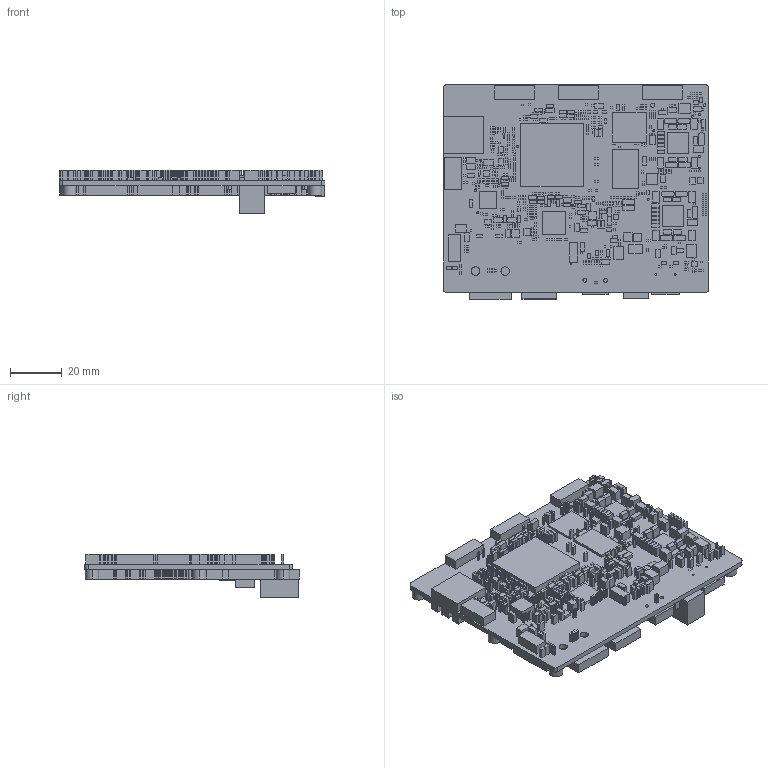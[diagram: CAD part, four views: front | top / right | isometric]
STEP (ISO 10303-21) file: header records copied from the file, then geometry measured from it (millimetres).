
FILE_DESCRIPTION(/* description */ ('PCB Design'),/* implementation_level */ '2;1');
FILE_NAME(/* name */ 'BeagleBone_AI-64_Rev_B1_PCB_220602',/* time_stamp */ '2022-08-26T16:32:01+00:00',/* author */ ('billy'),/* organization */ (''),/* preprocessor_version */ 'ST-DEVELOPER v16',/* originating_system */ 'allegro_17.4S029',/* authorisation */ '');
FILE_SCHEMA (('AP242_MANAGED_MODEL_BASED_3D_ENGINEERING_MIM_LF { 1 0 10303 442 1 1 4 }'));
Length unit declared in the file: millimetre
Products named in the file (75): BEAGLEBONE_AI-64_REV_B1_PCB_220602; BOARD_OUTLINE; COMPONENTS; USB_MTCONN_UBF31-2347-1; R0201; C0201; PTH_4_45MM_6D5; R0805; HEADER4_2P_1D25_SMD_10X5_3X3_6MM; MTGH200C125D_PL; HEADER2X8_SMD_1D27; AVX_C; TP30C_SMD; TP60C_SMD; QFN64_0D5_9X9X1MM; X2QFN12_0D4_1_6X1_6X0_4MM; DP20_0D6_9_8X11_8X5_9MM; HEADER2X23P_2D54_SMD_PTH; HEADER2X25P_2D54_SMD_PTH; CONNECT10_1D27_12_4X6_7MM; PTH_4_2MM_5D8; DO_214AC_SMA; CON_MINIPEX_067_SMT_RA_M2_KEYE_C; FPC22_0D5_15_4X5_25X2MM_0D5_DX_NPWB; L7572_XAL7070; R0406; SOT-323-3; QFN14_0D5_3_5X3_5X1MM; CONN3-PWR-DC630; USB3_1_2D0_17_5X13_6X15_69MM; RJ45_18P_LPJG0801HBNL; VQFN-20; L1008; R1206; EMIFIL_0402_3P; EMIFIL_0603_3P; SOD_323; L4242; X2_SMD_3_2X1_5MM; SOT23 ...
Assembly tree (1168 placements, depth 3):
  BEAGLEBONE_AI-64_REV_B1_PCB_220602
    BOARD_OUTLINE
    COMPONENTS
      USB_MTCONN_UBF31-2347-1
      R0201  x307
      C0201  x267
      PTH_4_45MM_6D5  x4
      R0805
      HEADER4_2P_1D25_SMD_10X5_3X3_6MM
      MTGH200C125D_PL  x4
      HEADER2X8_SMD_1D27
      AVX_C  x2
      TP30C_SMD  x19
      TP60C_SMD  x2
      QFN64_0D5_9X9X1MM
      X2QFN12_0D4_1_6X1_6X0_4MM
      DP20_0D6_9_8X11_8X5_9MM
      HEADER2X23P_2D54_SMD_PTH
      HEADER2X25P_2D54_SMD_PTH
      CONNECT10_1D27_12_4X6_7MM
      PTH_4_2MM_5D8
      DO_214AC_SMA  x2
      CON_MINIPEX_067_SMT_RA_M2_KEYE_C
      FPC22_0D5_15_4X5_25X2MM_0D5_DX_NPWB  x3
      L7572_XAL7070
      R0406  x5
      SOT-323-3  x3
      QFN14_0D5_3_5X3_5X1MM
      CONN3-PWR-DC630
      USB3_1_2D0_17_5X13_6X15_69MM
      RJ45_18P_LPJG0801HBNL
      VQFN-20
      L1008  x10
      R1206  x3
      EMIFIL_0402_3P  x32
      EMIFIL_0603_3P  x12
      SOD_323  x3
      L4242
      X2_SMD_3_2X1_5MM
      SOT23  x2
      SC70_5
      USON10_0D5_2D5X1X0D5MM  x2
      C1206  x31
      C0805  x57
      X2SON3_0D3_0_6X1X0_4MM  x14
      D0402_1C2A  x10
      L0603  x26
      VSON8_0D65_3_3X3_3X1MM  x2
      FCBGA827_0D8_24X24X2_8MM
      BGA200_0D65_15X10X1MM
      SO8_0D5_2_3X2X0_9MM
      VQFNHR9_0D55_3X2X1MM
      WSON8_0D5_2X2X0_8MM
      VQFN24_0D5_4X4X1MM
      VSON10_0D5_3X3X1MM  x3
      SOT23_6  x4
      DCK5_2P15X1P4  x5
      VQFN56_0D5_8X8X0_9MM  x2
      SW_4P  x3
      LED0603  x6
Bounding box: 102.5 x 82.57 x 16.66 mm (x, y, z)
Surface area: 52949.9 mm2 (no closed solid volume)
Topology: 0 solids, 1167 shells, 7044 faces, 15308 edges, 9420 vertices
Faces by surface type: plane 6848, cylinder 196
Entity records: 23333 total; most frequent: DIRECTION 3581, AXIS2_PLACEMENT_3D 2866, CARTESIAN_POINT 2069, ORIENTED_EDGE 1896, PRODUCT_DEFINITION_SHAPE 1243, ITEM_DEFINED_TRANSFORMATION 1168, CONTEXT_DEPENDENT_SHAPE_REPRESENTATION 1168, NEXT_ASSEMBLY_USAGE_OCCURRENCE 1168
